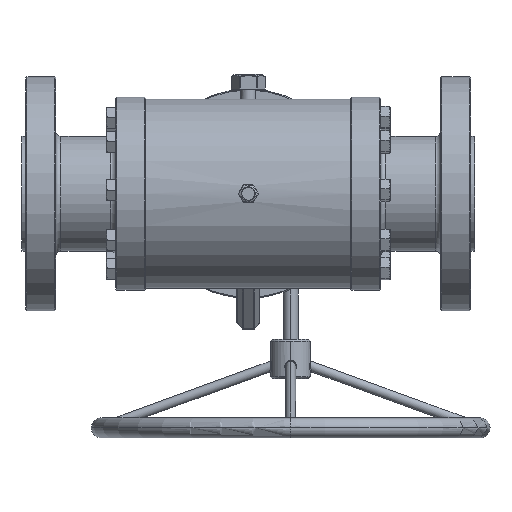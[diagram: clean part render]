
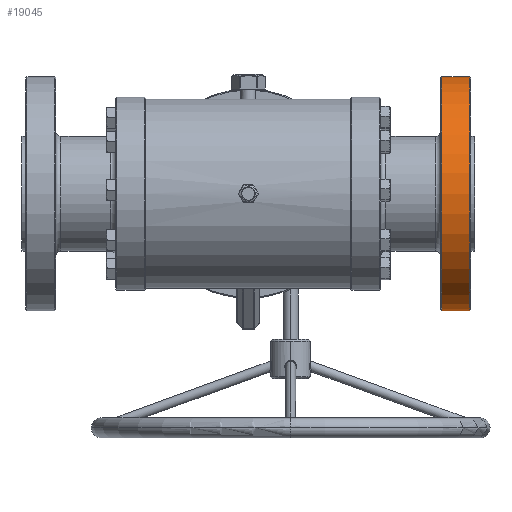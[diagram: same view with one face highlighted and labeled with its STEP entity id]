
A CAD part, front view. The second image highlights one B-rep face of the part: STEP entity #19045.
In plain terms, the highlighted cylindrical face has radius 117.5 mm (diameter 235 mm), a partial arc.
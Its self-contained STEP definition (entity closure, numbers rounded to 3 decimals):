
#1515 = LINE ( 'NONE', #22237, #11923 ) ;
#1630 = AXIS2_PLACEMENT_3D ( 'NONE', #15205, #19729, #23559 ) ;
#2434 = VERTEX_POINT ( 'NONE', #10171 ) ;
#2745 = EDGE_CURVE ( 'NONE', #2434, #15652, #1515, .T. ) ;
#4004 = DIRECTION ( 'NONE',  ( -1., 0., 0. ) ) ;
#4133 = DIRECTION ( 'NONE',  ( 0., 0., -1. ) ) ;
#4823 = DIRECTION ( 'NONE',  ( -1., 0., 0. ) ) ;
#6324 = DIRECTION ( 'NONE',  ( 0., 0., 1. ) ) ;
#6468 = CARTESIAN_POINT ( 'NONE',  ( 222., 0., 0. ) ) ;
#6853 = CARTESIAN_POINT ( 'NONE',  ( -227., 0., 117.5 ) ) ;
#8803 = CARTESIAN_POINT ( 'NONE',  ( -227., 0., 0. ) ) ;
#9506 = CIRCLE ( 'NONE', #1630, 117.5 ) ;
#9750 = CARTESIAN_POINT ( 'NONE',  ( 194., 0., -117.5 ) ) ;
#10171 = CARTESIAN_POINT ( 'NONE',  ( 222., 0., -117.5 ) ) ;
#10228 = ORIENTED_EDGE ( 'NONE', *, *, #25297, .T. ) ;
#11716 = AXIS2_PLACEMENT_3D ( 'NONE', #6468, #12799, #4133 ) ;
#11780 = ORIENTED_EDGE ( 'NONE', *, *, #2745, .F. ) ;
#11923 = VECTOR ( 'NONE', #21966, 1000. ) ;
#12519 = CARTESIAN_POINT ( 'NONE',  ( 194., 0., 117.5 ) ) ;
#12779 = ORIENTED_EDGE ( 'NONE', *, *, #15341, .T. ) ;
#12799 = DIRECTION ( 'NONE',  ( -1., 0., 0. ) ) ;
#14193 = EDGE_LOOP ( 'NONE', ( #11780, #10228, #12779, #24996 ) ) ;
#14400 = VERTEX_POINT ( 'NONE', #12519 ) ;
#15194 = VECTOR ( 'NONE', #4823, 1000. ) ;
#15205 = CARTESIAN_POINT ( 'NONE',  ( 194., 0., 0. ) ) ;
#15341 = EDGE_CURVE ( 'NONE', #23613, #14400, #25100, .T. ) ;
#15652 = VERTEX_POINT ( 'NONE', #9750 ) ;
#17450 = AXIS2_PLACEMENT_3D ( 'NONE', #8803, #4004, #6324 ) ;
#18964 = FACE_OUTER_BOUND ( 'NONE', #14193, .T. ) ;
#19045 = ADVANCED_FACE ( 'NONE', ( #18964 ), #20739, .T. ) ;
#19729 = DIRECTION ( 'NONE',  ( 1., 0., 0. ) ) ;
#20175 = CARTESIAN_POINT ( 'NONE',  ( 222., 0., 117.5 ) ) ;
#20739 = CYLINDRICAL_SURFACE ( 'NONE', #17450, 117.5 ) ;
#21966 = DIRECTION ( 'NONE',  ( -1., 0., 0. ) ) ;
#22237 = CARTESIAN_POINT ( 'NONE',  ( -227., 0., -117.5 ) ) ;
#22831 = EDGE_CURVE ( 'NONE', #14400, #15652, #9506, .T. ) ;
#23559 = DIRECTION ( 'NONE',  ( 0., 0., 1. ) ) ;
#23613 = VERTEX_POINT ( 'NONE', #20175 ) ;
#24389 = CIRCLE ( 'NONE', #11716, 117.5 ) ;
#24996 = ORIENTED_EDGE ( 'NONE', *, *, #22831, .T. ) ;
#25100 = LINE ( 'NONE', #6853, #15194 ) ;
#25297 = EDGE_CURVE ( 'NONE', #2434, #23613, #24389, .T. ) ;
